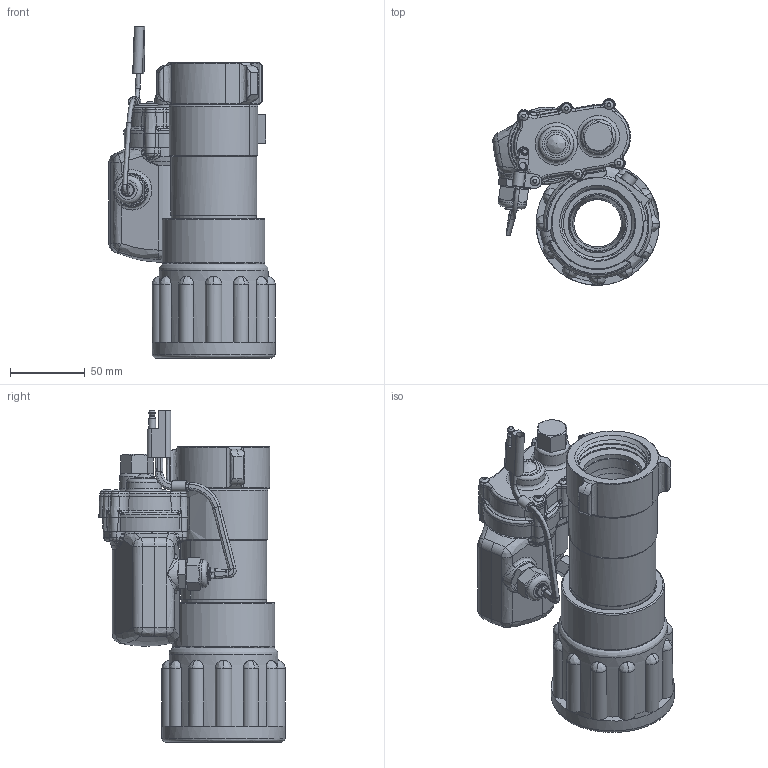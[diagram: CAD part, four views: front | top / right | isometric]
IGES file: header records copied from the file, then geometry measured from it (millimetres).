
Global section: file name: SM-10FE.igs; preprocessor: I-DEAS 3D IGES Translator 15; date: 20110826.151115; units: inch
Bounding box: 111.55 x 124.86 x 222.57 mm (x, y, z)
Volume: 505167.9 mm3; surface area: 252384.8 mm2
Topology: 35 solids, 35 shells, 1109 faces, 2609 edges, 1668 vertices
Faces by surface type: bspline 1109
